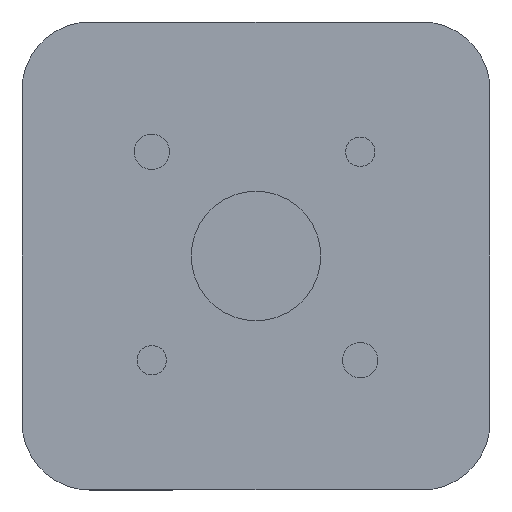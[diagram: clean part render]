
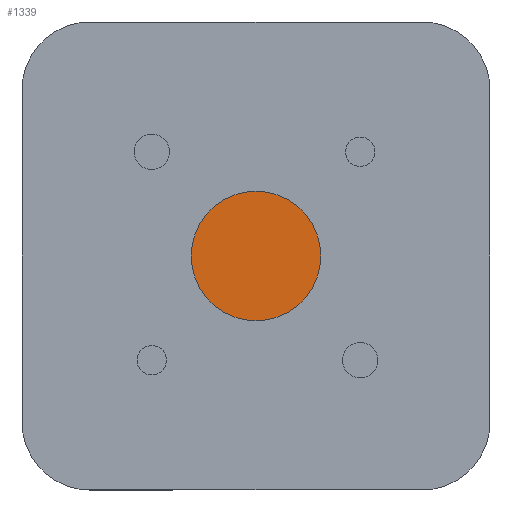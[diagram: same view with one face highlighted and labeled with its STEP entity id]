
A CAD part, left-side view. The second image highlights one B-rep face of the part: STEP entity #1339.
In plain terms, the highlighted planar face has unit normal (-1, 0, 0).
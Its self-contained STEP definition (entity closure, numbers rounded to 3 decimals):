
#1056 = EDGE_LOOP ( 'NONE', ( #4929, #5071 ) ) ;
#1339 = ADVANCED_FACE ( 'NONE', ( #7299 ), #5777, .F. ) ;
#1672 = AXIS2_PLACEMENT_3D ( 'NONE', #3875, #3876, #3877 ) ;
#1695 = AXIS2_PLACEMENT_3D ( 'NONE', #4053, #4055, #4056 ) ;
#3518 = CIRCLE ( 'NONE', #1672, 11. ) ;
#3633 = CIRCLE ( 'NONE', #1695, 11. ) ;
#3875 = CARTESIAN_POINT ( 'NONE',  ( -19.821, 0., 0. ) ) ;
#3876 = DIRECTION ( 'NONE',  ( -1., 0., 0. ) ) ;
#3877 = DIRECTION ( 'NONE',  ( 0., 0., 1. ) ) ;
#4053 = CARTESIAN_POINT ( 'NONE',  ( -19.821, 0., 0. ) ) ;
#4055 = DIRECTION ( 'NONE',  ( -1., 0., 0. ) ) ;
#4056 = DIRECTION ( 'NONE',  ( 0., 0., 1. ) ) ;
#4405 = VERTEX_POINT ( 'NONE', #8678 ) ;
#4406 = VERTEX_POINT ( 'NONE', #8679 ) ;
#4929 = ORIENTED_EDGE ( 'NONE', *, *, #10282, .T. ) ;
#5071 = ORIENTED_EDGE ( 'NONE', *, *, #10356, .T. ) ;
#5777 = PLANE ( 'NONE',  #10619 ) ;
#7299 = FACE_OUTER_BOUND ( 'NONE', #1056, .T. ) ;
#8170 = CARTESIAN_POINT ( 'NONE',  ( -19.821, 11., 0. ) ) ;
#8179 = DIRECTION ( 'NONE',  ( 1., 0., 0. ) ) ;
#8180 = DIRECTION ( 'NONE',  ( 0., 0., -1. ) ) ;
#8678 = CARTESIAN_POINT ( 'NONE',  ( -19.821, 0., -11. ) ) ;
#8679 = CARTESIAN_POINT ( 'NONE',  ( -19.821, 0., 11. ) ) ;
#10282 = EDGE_CURVE ( 'NONE', #4406, #4405, #3518, .T. ) ;
#10356 = EDGE_CURVE ( 'NONE', #4405, #4406, #3633, .T. ) ;
#10619 = AXIS2_PLACEMENT_3D ( 'NONE', #8170, #8179, #8180 ) ;
